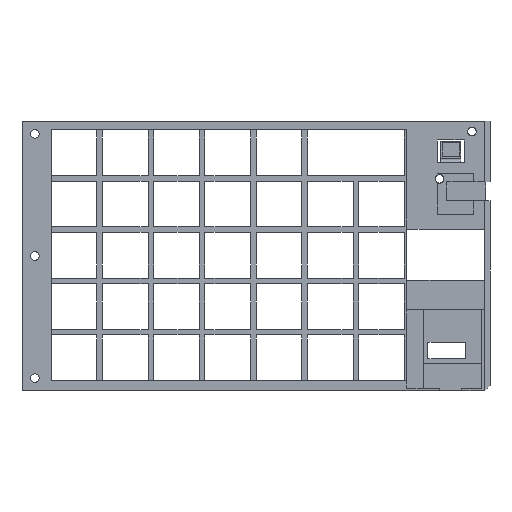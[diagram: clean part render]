
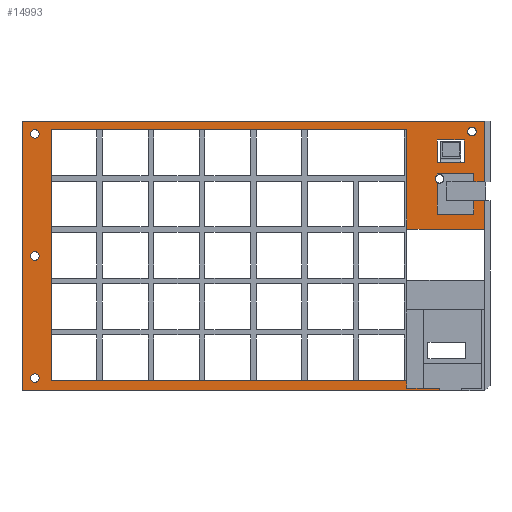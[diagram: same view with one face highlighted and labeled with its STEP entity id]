
A CAD part, front view. The second image highlights one B-rep face of the part: STEP entity #14993.
In plain terms, the highlighted planar face has unit normal (0, -1, 0).
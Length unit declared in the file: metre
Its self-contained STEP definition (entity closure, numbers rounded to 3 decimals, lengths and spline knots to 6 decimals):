
#480=CIRCLE('',#15941,0.0016);
#481=CIRCLE('',#15942,0.0016);
#482=CIRCLE('',#15943,0.0016);
#483=CIRCLE('',#15944,0.0016);
#484=CIRCLE('',#15945,0.0016);
#2108=ORIENTED_EDGE('',*,*,#6431,.F.);
#2109=ORIENTED_EDGE('',*,*,#6432,.T.);
#2110=ORIENTED_EDGE('',*,*,#6433,.T.);
#2111=ORIENTED_EDGE('',*,*,#6434,.F.);
#2112=ORIENTED_EDGE('',*,*,#6435,.F.);
#2113=ORIENTED_EDGE('',*,*,#6436,.F.);
#2114=ORIENTED_EDGE('',*,*,#6437,.F.);
#2115=ORIENTED_EDGE('',*,*,#6438,.F.);
#2116=ORIENTED_EDGE('',*,*,#6439,.T.);
#2117=ORIENTED_EDGE('',*,*,#6440,.T.);
#2118=ORIENTED_EDGE('',*,*,#6441,.F.);
#2119=ORIENTED_EDGE('',*,*,#6442,.F.);
#2120=ORIENTED_EDGE('',*,*,#6443,.F.);
#2121=ORIENTED_EDGE('',*,*,#6444,.T.);
#2122=ORIENTED_EDGE('',*,*,#6445,.T.);
#2123=ORIENTED_EDGE('',*,*,#6446,.T.);
#2124=ORIENTED_EDGE('',*,*,#6447,.T.);
#2125=ORIENTED_EDGE('',*,*,#6448,.T.);
#2126=ORIENTED_EDGE('',*,*,#6449,.T.);
#2127=ORIENTED_EDGE('',*,*,#6450,.F.);
#2128=ORIENTED_EDGE('',*,*,#6451,.T.);
#2129=ORIENTED_EDGE('',*,*,#6452,.F.);
#2130=ORIENTED_EDGE('',*,*,#6453,.F.);
#2131=ORIENTED_EDGE('',*,*,#6454,.F.);
#2132=ORIENTED_EDGE('',*,*,#6455,.F.);
#2133=ORIENTED_EDGE('',*,*,#6456,.T.);
#2134=ORIENTED_EDGE('',*,*,#6457,.T.);
#2135=ORIENTED_EDGE('',*,*,#6458,.T.);
#2136=ORIENTED_EDGE('',*,*,#6459,.T.);
#2137=ORIENTED_EDGE('',*,*,#6460,.F.);
#6431=EDGE_CURVE('',#8584,#8585,#9950,.T.);
#6432=EDGE_CURVE('',#8584,#8586,#9951,.T.);
#6433=EDGE_CURVE('',#8586,#8587,#9952,.T.);
#6434=EDGE_CURVE('',#8585,#8587,#9953,.T.);
#6435=EDGE_CURVE('',#8588,#8588,#480,.T.);
#6436=EDGE_CURVE('',#8589,#8589,#481,.T.);
#6437=EDGE_CURVE('',#8590,#8590,#482,.T.);
#6438=EDGE_CURVE('',#8591,#8591,#483,.T.);
#6439=EDGE_CURVE('',#8592,#8593,#9954,.T.);
#6440=EDGE_CURVE('',#8593,#8594,#9955,.T.);
#6441=EDGE_CURVE('',#8595,#8594,#9956,.T.);
#6442=EDGE_CURVE('',#8596,#8595,#9957,.T.);
#6443=EDGE_CURVE('',#8597,#8596,#9958,.T.);
#6444=EDGE_CURVE('',#8597,#8598,#9959,.T.);
#6445=EDGE_CURVE('',#8598,#8599,#9960,.T.);
#6446=EDGE_CURVE('',#8599,#8600,#9961,.T.);
#6447=EDGE_CURVE('',#8600,#8601,#9962,.T.);
#6448=EDGE_CURVE('',#8601,#8602,#484,.T.);
#6449=EDGE_CURVE('',#8602,#8603,#9963,.T.);
#6450=EDGE_CURVE('',#8604,#8603,#9964,.T.);
#6451=EDGE_CURVE('',#8604,#8605,#9965,.T.);
#6452=EDGE_CURVE('',#8606,#8605,#9966,.T.);
#6453=EDGE_CURVE('',#8607,#8606,#9967,.T.);
#6454=EDGE_CURVE('',#8608,#8607,#9968,.T.);
#6455=EDGE_CURVE('',#8609,#8608,#9969,.T.);
#6456=EDGE_CURVE('',#8609,#8610,#9970,.T.);
#6457=EDGE_CURVE('',#8610,#8611,#9971,.T.);
#6458=EDGE_CURVE('',#8611,#8612,#9972,.T.);
#6459=EDGE_CURVE('',#8612,#8613,#9973,.T.);
#6460=EDGE_CURVE('',#8592,#8613,#9974,.T.);
#8584=VERTEX_POINT('',#22144);
#8585=VERTEX_POINT('',#22145);
#8586=VERTEX_POINT('',#22147);
#8587=VERTEX_POINT('',#22149);
#8588=VERTEX_POINT('',#22152);
#8589=VERTEX_POINT('',#22154);
#8590=VERTEX_POINT('',#22156);
#8591=VERTEX_POINT('',#22158);
#8592=VERTEX_POINT('',#22160);
#8593=VERTEX_POINT('',#22161);
#8594=VERTEX_POINT('',#22163);
#8595=VERTEX_POINT('',#22165);
#8596=VERTEX_POINT('',#22167);
#8597=VERTEX_POINT('',#22169);
#8598=VERTEX_POINT('',#22171);
#8599=VERTEX_POINT('',#22173);
#8600=VERTEX_POINT('',#22175);
#8601=VERTEX_POINT('',#22177);
#8602=VERTEX_POINT('',#22179);
#8603=VERTEX_POINT('',#22181);
#8604=VERTEX_POINT('',#22183);
#8605=VERTEX_POINT('',#22185);
#8606=VERTEX_POINT('',#22187);
#8607=VERTEX_POINT('',#22189);
#8608=VERTEX_POINT('',#22191);
#8609=VERTEX_POINT('',#22193);
#8610=VERTEX_POINT('',#22195);
#8611=VERTEX_POINT('',#22197);
#8612=VERTEX_POINT('',#22199);
#8613=VERTEX_POINT('',#22201);
#9950=LINE('',#22143,#11562);
#9951=LINE('',#22146,#11563);
#9952=LINE('',#22148,#11564);
#9953=LINE('',#22150,#11565);
#9954=LINE('',#22159,#11566);
#9955=LINE('',#22162,#11567);
#9956=LINE('',#22164,#11568);
#9957=LINE('',#22166,#11569);
#9958=LINE('',#22168,#11570);
#9959=LINE('',#22170,#11571);
#9960=LINE('',#22172,#11572);
#9961=LINE('',#22174,#11573);
#9962=LINE('',#22176,#11574);
#9963=LINE('',#22180,#11575);
#9964=LINE('',#22182,#11576);
#9965=LINE('',#22184,#11577);
#9966=LINE('',#22186,#11578);
#9967=LINE('',#22188,#11579);
#9968=LINE('',#22190,#11580);
#9969=LINE('',#22192,#11581);
#9970=LINE('',#22194,#11582);
#9971=LINE('',#22196,#11583);
#9972=LINE('',#22198,#11584);
#9973=LINE('',#22200,#11585);
#9974=LINE('',#22202,#11586);
#11562=VECTOR('',#17749,1.);
#11563=VECTOR('',#17750,1.);
#11564=VECTOR('',#17751,1.);
#11565=VECTOR('',#17752,1.);
#11566=VECTOR('',#17761,1.);
#11567=VECTOR('',#17762,1.);
#11568=VECTOR('',#17763,1.);
#11569=VECTOR('',#17764,1.);
#11570=VECTOR('',#17765,1.);
#11571=VECTOR('',#17766,1.);
#11572=VECTOR('',#17767,1.);
#11573=VECTOR('',#17768,1.);
#11574=VECTOR('',#17769,1.);
#11575=VECTOR('',#17772,1.);
#11576=VECTOR('',#17773,1.);
#11577=VECTOR('',#17774,1.);
#11578=VECTOR('',#17775,1.);
#11579=VECTOR('',#17776,1.);
#11580=VECTOR('',#17777,1.);
#11581=VECTOR('',#17778,1.);
#11582=VECTOR('',#17779,1.);
#11583=VECTOR('',#17780,1.);
#11584=VECTOR('',#17781,1.);
#11585=VECTOR('',#17782,1.);
#11586=VECTOR('',#17783,1.);
#12759=EDGE_LOOP('',(#2108,#2109,#2110,#2111));
#12760=EDGE_LOOP('',(#2112));
#12761=EDGE_LOOP('',(#2113));
#12762=EDGE_LOOP('',(#2114));
#12763=EDGE_LOOP('',(#2115));
#12764=EDGE_LOOP('',(#2116,#2117,#2118,#2119,#2120,#2121,#2122,#2123,#2124,
#2125,#2126,#2127,#2128,#2129,#2130,#2131,#2132,#2133,#2134,#2135,#2136,
#2137));
#13682=FACE_BOUND('',#12759,.T.);
#13683=FACE_BOUND('',#12760,.T.);
#13684=FACE_BOUND('',#12761,.T.);
#13685=FACE_BOUND('',#12762,.T.);
#13686=FACE_BOUND('',#12763,.T.);
#13687=FACE_BOUND('',#12764,.T.);
#14527=PLANE('',#15940);
#14993=ADVANCED_FACE('',(#13682,#13683,#13684,#13685,#13686,#13687),#14527,
 .F.);
#15940=AXIS2_PLACEMENT_3D('',#22142,#17747,#17748);
#15941=AXIS2_PLACEMENT_3D('',#22151,#17753,#17754);
#15942=AXIS2_PLACEMENT_3D('',#22153,#17755,#17756);
#15943=AXIS2_PLACEMENT_3D('',#22155,#17757,#17758);
#15944=AXIS2_PLACEMENT_3D('',#22157,#17759,#17760);
#15945=AXIS2_PLACEMENT_3D('',#22178,#17770,#17771);
#17747=DIRECTION('',(0.,1.,0.));
#17748=DIRECTION('',(-1.,0.,0.));
#17749=DIRECTION('',(0.,0.,-1.));
#17750=DIRECTION('',(1.,0.,0.));
#17751=DIRECTION('',(0.,0.,-1.));
#17752=DIRECTION('',(1.,0.,0.));
#17753=DIRECTION('',(0.,-1.,0.));
#17754=DIRECTION('',(-1.,0.,0.));
#17755=DIRECTION('',(0.,-1.,0.));
#17756=DIRECTION('',(-1.,0.,0.));
#17757=DIRECTION('',(0.,-1.,0.));
#17758=DIRECTION('',(-1.,0.,0.));
#17759=DIRECTION('',(0.,-1.,0.));
#17760=DIRECTION('',(-1.,0.,0.));
#17761=DIRECTION('',(0.,0.,1.));
#17762=DIRECTION('',(1.,0.,0.));
#17763=DIRECTION('',(0.,0.,1.));
#17764=DIRECTION('',(-1.,0.,0.));
#17765=DIRECTION('',(0.,0.,-1.));
#17766=DIRECTION('',(-1.,0.,0.));
#17767=DIRECTION('',(0.,0.,-1.));
#17768=DIRECTION('',(-1.,0.,0.));
#17769=DIRECTION('',(0.,0.,1.));
#17770=DIRECTION('',(0.,1.,0.));
#17771=DIRECTION('',(1.,0.,0.));
#17772=DIRECTION('',(0.,0.,1.));
#17773=DIRECTION('',(-1.,0.,0.));
#17774=DIRECTION('',(0.,0.,-1.));
#17775=DIRECTION('',(-1.,0.,0.));
#17776=DIRECTION('',(0.,0.,-1.));
#17777=DIRECTION('',(1.,0.,0.));
#17778=DIRECTION('',(0.,0.,1.));
#17779=DIRECTION('',(1.,0.,0.));
#17780=DIRECTION('',(0.,0.,1.));
#17781=DIRECTION('',(-1.,0.,0.));
#17782=DIRECTION('',(0.,0.,1.));
#17783=DIRECTION('',(1.,0.,0.));
#22142=CARTESIAN_POINT('',(0.002562,0.,0.));
#22143=CARTESIAN_POINT('',(0.0695,0.,0.));
#22144=CARTESIAN_POINT('',(0.0695,0.,0.043));
#22145=CARTESIAN_POINT('',(0.0695,0.,0.0345));
#22146=CARTESIAN_POINT('',(0.002562,0.,0.043));
#22147=CARTESIAN_POINT('',(0.0795,0.,0.043));
#22148=CARTESIAN_POINT('',(0.0795,0.,0.));
#22149=CARTESIAN_POINT('',(0.0795,0.,0.0345));
#22150=CARTESIAN_POINT('',(0.002562,0.,0.0345));
#22151=CARTESIAN_POINT('',(-0.079688,0.,-0.04525));
#22152=CARTESIAN_POINT('',(-0.081288,0.,-0.04525));
#22153=CARTESIAN_POINT('',(-0.079688,0.,0.));
#22154=CARTESIAN_POINT('',(-0.081288,0.,0.));
#22155=CARTESIAN_POINT('',(-0.079688,0.,0.04525));
#22156=CARTESIAN_POINT('',(-0.081288,0.,0.04525));
#22157=CARTESIAN_POINT('',(0.0823,0.,0.0461));
#22158=CARTESIAN_POINT('',(0.0807,0.,0.0461));
#22159=CARTESIAN_POINT('',(-0.073688,0.,0.));
#22160=CARTESIAN_POINT('',(-0.073688,0.,-0.04625));
#22161=CARTESIAN_POINT('',(-0.073688,0.,0.04675));
#22162=CARTESIAN_POINT('',(0.002562,0.,0.04675));
#22163=CARTESIAN_POINT('',(0.0582,0.,0.04675));
#22164=CARTESIAN_POINT('',(0.0582,0.,-0.05));
#22165=CARTESIAN_POINT('',(0.0582,0.,0.01));
#22166=CARTESIAN_POINT('',(0.072,0.,0.01));
#22167=CARTESIAN_POINT('',(0.087,0.,0.01));
#22168=CARTESIAN_POINT('',(0.087,0.,0.0205));
#22169=CARTESIAN_POINT('',(0.087,0.,0.0205));
#22170=CARTESIAN_POINT('',(0.08,0.,0.0205));
#22171=CARTESIAN_POINT('',(0.083,0.,0.0205));
#22172=CARTESIAN_POINT('',(0.083,0.,0.018));
#22173=CARTESIAN_POINT('',(0.083,0.,0.0155));
#22174=CARTESIAN_POINT('',(0.07825,0.,0.0155));
#22175=CARTESIAN_POINT('',(0.0695,0.,0.0155));
#22176=CARTESIAN_POINT('',(0.0695,0.,0.023));
#22177=CARTESIAN_POINT('',(0.0695,0.,0.027233));
#22178=CARTESIAN_POINT('',(0.070331,0.,0.0286));
#22179=CARTESIAN_POINT('',(0.0695,0.,0.029967));
#22180=CARTESIAN_POINT('',(0.0695,0.,0.023));
#22181=CARTESIAN_POINT('',(0.0695,0.,0.0305));
#22182=CARTESIAN_POINT('',(0.07825,0.,0.0305));
#22183=CARTESIAN_POINT('',(0.083,0.,0.0305));
#22184=CARTESIAN_POINT('',(0.083,0.,0.029));
#22185=CARTESIAN_POINT('',(0.083,0.,0.0275));
#22186=CARTESIAN_POINT('',(0.08,0.,0.0275));
#22187=CARTESIAN_POINT('',(0.087,0.,0.0275));
#22188=CARTESIAN_POINT('',(0.087,0.,0.03875));
#22189=CARTESIAN_POINT('',(0.087,0.,0.05));
#22190=CARTESIAN_POINT('',(0.002562,0.,0.05));
#22191=CARTESIAN_POINT('',(-0.084438,0.,0.05));
#22192=CARTESIAN_POINT('',(-0.084438,0.,0.));
#22193=CARTESIAN_POINT('',(-0.084438,0.,-0.05));
#22194=CARTESIAN_POINT('',(0.002562,0.,-0.05));
#22195=CARTESIAN_POINT('',(0.0702,0.,-0.05));
#22196=CARTESIAN_POINT('',(0.0702,0.,-0.05));
#22197=CARTESIAN_POINT('',(0.0702,0.,-0.049));
#22198=CARTESIAN_POINT('',(0.0642,0.,-0.049));
#22199=CARTESIAN_POINT('',(0.0582,0.,-0.049));
#22200=CARTESIAN_POINT('',(0.0582,0.,-0.05));
#22201=CARTESIAN_POINT('',(0.0582,0.,-0.04625));
#22202=CARTESIAN_POINT('',(0.002562,0.,-0.04625));
